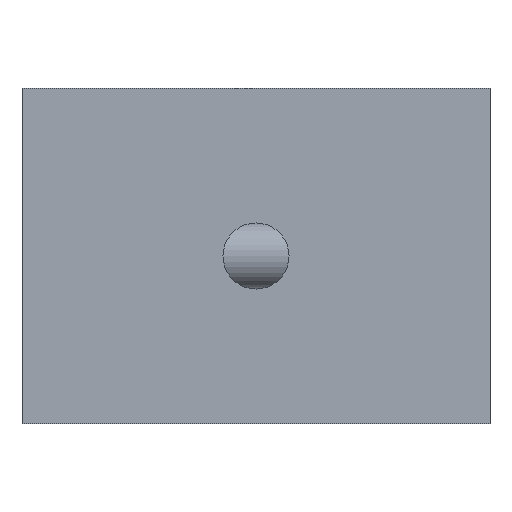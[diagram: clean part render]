
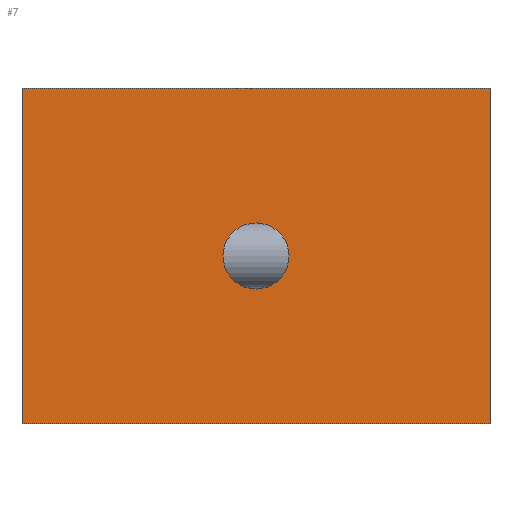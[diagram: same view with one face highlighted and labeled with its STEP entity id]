
A CAD part, front view. The second image highlights one B-rep face of the part: STEP entity #7.
In plain terms, the highlighted planar face has unit normal (0, -1, 0).
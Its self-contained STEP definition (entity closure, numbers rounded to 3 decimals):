
#2 = CARTESIAN_POINT ( 'NONE',  ( -12.7, 0., -12.7 ) ) ;
#3 = AXIS2_PLACEMENT_3D ( 'NONE', #575, #41, #165 ) ;
#7 = ADVANCED_FACE ( 'NONE', ( #70, #439 ), #194, .T. ) ;
#11 = DIRECTION ( 'NONE',  ( -1., 0., 0. ) ) ;
#20 = VERTEX_POINT ( 'NONE', #402 ) ;
#26 = VERTEX_POINT ( 'NONE', #225 ) ;
#30 = LINE ( 'NONE', #491, #244 ) ;
#41 = DIRECTION ( 'NONE',  ( 0., 1., 0. ) ) ;
#55 = EDGE_CURVE ( 'NONE', #26, #218, #93, .T. ) ;
#69 = CARTESIAN_POINT ( 'NONE',  ( 0., 0., 2.5 ) ) ;
#70 = FACE_BOUND ( 'NONE', #378, .T. ) ;
#89 = CARTESIAN_POINT ( 'NONE',  ( 0., 0., 0. ) ) ;
#90 = EDGE_CURVE ( 'NONE', #502, #425, #30, .T. ) ;
#93 = CIRCLE ( 'NONE', #3, 2.5 ) ;
#111 = EDGE_CURVE ( 'NONE', #20, #502, #487, .T. ) ;
#138 = DIRECTION ( 'NONE',  ( 1., 0., 0. ) ) ;
#146 = VERTEX_POINT ( 'NONE', #337 ) ;
#152 = DIRECTION ( 'NONE',  ( 0., -1., 0. ) ) ;
#165 = DIRECTION ( 'NONE',  ( 0., 0., 1. ) ) ;
#184 = ORIENTED_EDGE ( 'NONE', *, *, #473, .T. ) ;
#194 = PLANE ( 'NONE',  #413 ) ;
#202 = EDGE_LOOP ( 'NONE', ( #411, #380, #545, #184 ) ) ;
#218 = VERTEX_POINT ( 'NONE', #69 ) ;
#225 = CARTESIAN_POINT ( 'NONE',  ( 0., 0., -2.5 ) ) ;
#244 = VECTOR ( 'NONE', #447, 1000. ) ;
#248 = EDGE_CURVE ( 'NONE', #218, #26, #535, .T. ) ;
#287 = AXIS2_PLACEMENT_3D ( 'NONE', #89, #323, #540 ) ;
#293 = CARTESIAN_POINT ( 'NONE',  ( 17.7, 0., -12.7 ) ) ;
#300 = VECTOR ( 'NONE', #11, 1000. ) ;
#323 = DIRECTION ( 'NONE',  ( 0., 1., 0. ) ) ;
#337 = CARTESIAN_POINT ( 'NONE',  ( -17.7, 0., -12.7 ) ) ;
#350 = VECTOR ( 'NONE', #465, 1000. ) ;
#368 = VECTOR ( 'NONE', #138, 1000. ) ;
#376 = LINE ( 'NONE', #381, #350 ) ;
#378 = EDGE_LOOP ( 'NONE', ( #436, #383 ) ) ;
#380 = ORIENTED_EDGE ( 'NONE', *, *, #90, .F. ) ;
#381 = CARTESIAN_POINT ( 'NONE',  ( -17.7, 0., -12.7 ) ) ;
#383 = ORIENTED_EDGE ( 'NONE', *, *, #55, .T. ) ;
#397 = CARTESIAN_POINT ( 'NONE',  ( 0., 0., 0. ) ) ;
#398 = CARTESIAN_POINT ( 'NONE',  ( 17.7, 0., 12.7 ) ) ;
#402 = CARTESIAN_POINT ( 'NONE',  ( -17.7, 0., 12.7 ) ) ;
#411 = ORIENTED_EDGE ( 'NONE', *, *, #467, .F. ) ;
#413 = AXIS2_PLACEMENT_3D ( 'NONE', #397, #152, #508 ) ;
#425 = VERTEX_POINT ( 'NONE', #293 ) ;
#436 = ORIENTED_EDGE ( 'NONE', *, *, #248, .T. ) ;
#439 = FACE_OUTER_BOUND ( 'NONE', #202, .T. ) ;
#447 = DIRECTION ( 'NONE',  ( 0., 0., -1. ) ) ;
#465 = DIRECTION ( 'NONE',  ( 0., 0., -1. ) ) ;
#467 = EDGE_CURVE ( 'NONE', #425, #146, #550, .T. ) ;
#473 = EDGE_CURVE ( 'NONE', #20, #146, #376, .T. ) ;
#487 = LINE ( 'NONE', #534, #368 ) ;
#491 = CARTESIAN_POINT ( 'NONE',  ( 17.7, 0., -12.7 ) ) ;
#502 = VERTEX_POINT ( 'NONE', #398 ) ;
#508 = DIRECTION ( 'NONE',  ( 0., 0., -1. ) ) ;
#534 = CARTESIAN_POINT ( 'NONE',  ( -12.7, 0., 12.7 ) ) ;
#535 = CIRCLE ( 'NONE', #287, 2.5 ) ;
#540 = DIRECTION ( 'NONE',  ( 0., 0., 1. ) ) ;
#545 = ORIENTED_EDGE ( 'NONE', *, *, #111, .F. ) ;
#550 = LINE ( 'NONE', #2, #300 ) ;
#575 = CARTESIAN_POINT ( 'NONE',  ( 0., 0., 0. ) ) ;
